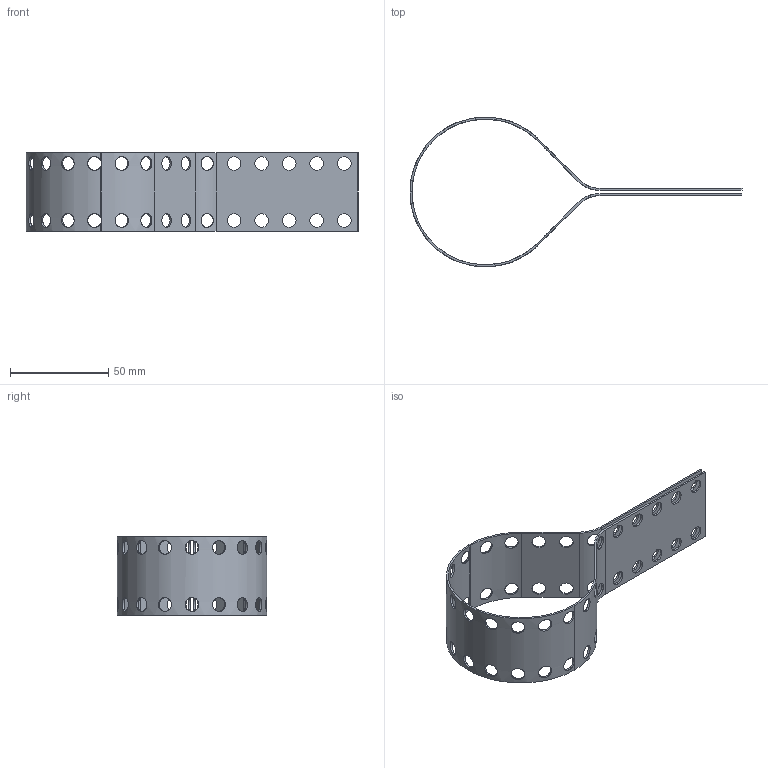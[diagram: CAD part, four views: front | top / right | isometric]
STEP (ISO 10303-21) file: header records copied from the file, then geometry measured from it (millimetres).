
FILE_DESCRIPTION(/* description */ (''),/* implementation_level */ '2;1');
FILE_NAME(/* name */ '',/* time_stamp */ '2023-05-18T15:13:37+03:00',/* author */ ('Ртищев А.О.'),/* organization */ (''),/* preprocessor_version */ 'ST-DEVELOPER v19.2',/* originating_system */ 'Autodesk Inventor 2023',/* authorisation */ '');
FILE_SCHEMA (('AUTOMOTIVE_DESIGN { 1 0 10303 214 3 1 1 }'));
Length unit declared in the file: millimetre
Products named in the file (1): Полоса для 
трубы-02
Bounding box: 168.79 x 76 x 40 mm (x, y, z)
Volume: 13964 mm3; surface area: 30095.3 mm2
Topology: 1 solids, 1 shells, 108 faces, 286 edges, 172 vertices
Faces by surface type: cylinder 42, plane 36, bspline 30
Full cylindrical faces by diameter (mm): 7 x28
Entity records: 18327 total; most frequent: CARTESIAN_POINT 15435, ORIENTED_EDGE 572, DIRECTION 468, EDGE_CURVE 286, EDGE_LOOP 216, VERTEX_POINT 172, AXIS2_PLACEMENT_3D 163, LINE 142
